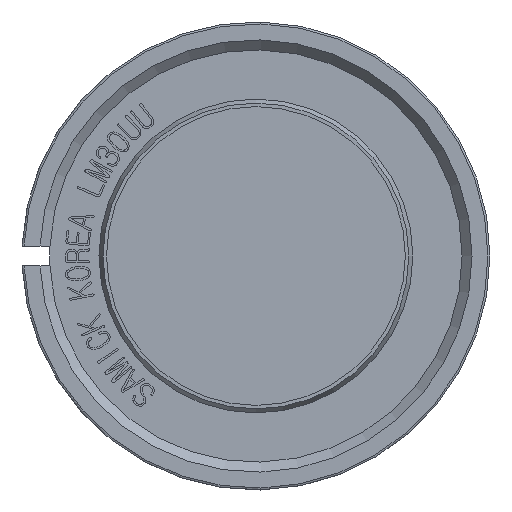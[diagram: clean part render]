
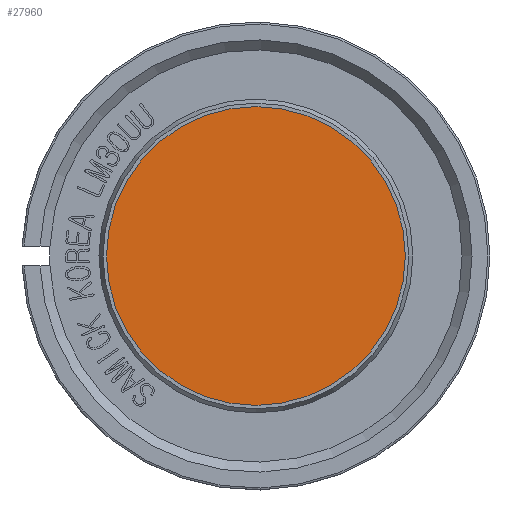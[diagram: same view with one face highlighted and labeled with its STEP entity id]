
A CAD part, front view. The second image highlights one B-rep face of the part: STEP entity #27960.
In plain terms, the highlighted planar face has unit normal (0, -1, 0).
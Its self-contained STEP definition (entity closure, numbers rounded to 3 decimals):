
#27929=CARTESIAN_POINT('',(-15.0,-59.0,0.));
#27930=VERTEX_POINT('',#27929);
#27931=CARTESIAN_POINT('',(0.0,-59.0,0.0));
#27932=DIRECTION('',(0.0,1.0,0.0));
#27933=DIRECTION('',(1.0,0.0,0.0));
#27934=AXIS2_PLACEMENT_3D('',#27931,#27932,#27933);
#27935=CIRCLE('',#27934,15.0);
#27936=EDGE_CURVE('',#27930,#27930,#27935,.T.);
#27952=CARTESIAN_POINT('',(0.0,-59.0,0.0));
#27953=DIRECTION('',(0.0,-1.0,0.0));
#27954=DIRECTION('',(0.0,0.0,-1.0));
#27955=AXIS2_PLACEMENT_3D('',#27952,#27953,#27954);
#27956=PLANE('',#27955);
#27957=ORIENTED_EDGE('',*,*,#27936,.F.);
#27958=EDGE_LOOP('',(#27957));
#27959=FACE_OUTER_BOUND('',#27958,.T.);
#27960=ADVANCED_FACE('',(#27959),#27956,.T.);
